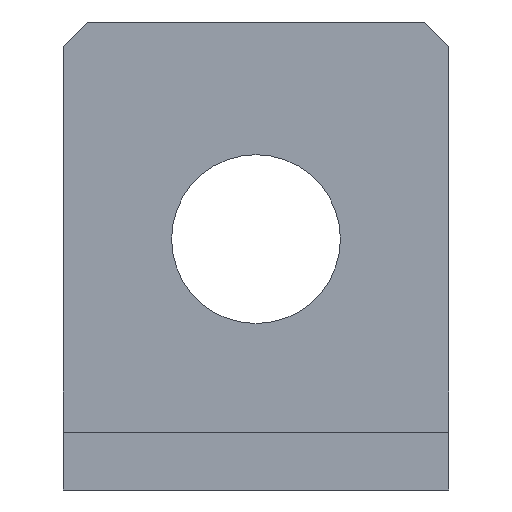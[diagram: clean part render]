
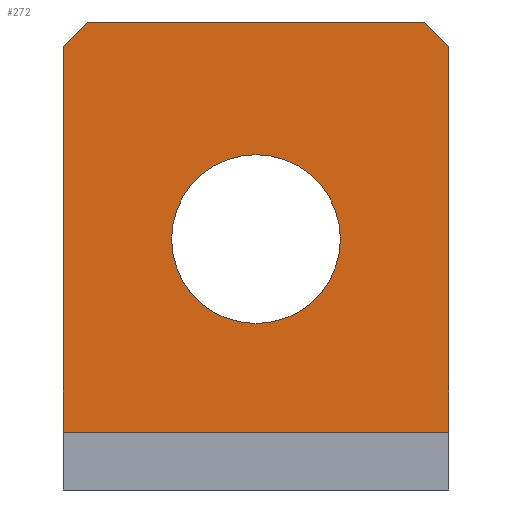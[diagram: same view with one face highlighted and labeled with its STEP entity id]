
A CAD part, front view. The second image highlights one B-rep face of the part: STEP entity #272.
In plain terms, the highlighted planar face has unit normal (0, -1, 0).
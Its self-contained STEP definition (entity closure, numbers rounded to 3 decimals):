
#18=DIRECTION('',(1.,0.,0.));
#19=VECTOR('',#18,8.);
#20=CARTESIAN_POINT('',(-4.,1.6,-3.5));
#21=LINE('',#20,#19);
#26=DIRECTION('',(0.,0.,-1.));
#27=VECTOR('',#26,8.);
#28=CARTESIAN_POINT('',(-4.,1.6,4.5));
#29=LINE('',#28,#27);
#43=DIRECTION('',(-0.707,0.,-0.707));
#44=VECTOR('',#43,0.707);
#45=CARTESIAN_POINT('',(-3.5,1.6,5.));
#46=LINE('',#45,#44);
#47=DIRECTION('',(-0.707,0.,0.707));
#48=VECTOR('',#47,0.707);
#49=CARTESIAN_POINT('',(4.,1.6,4.5));
#50=LINE('',#49,#48);
#51=CARTESIAN_POINT('',(0.,1.6,0.5));
#52=DIRECTION('',(0.,1.,0.));
#53=DIRECTION('',(0.,0.,1.));
#54=AXIS2_PLACEMENT_3D('',#51,#52,#53);
#56=CARTESIAN_POINT('',(0.,1.6,0.5));
#57=DIRECTION('',(0.,1.,0.));
#58=DIRECTION('',(0.,0.,-1.));
#59=AXIS2_PLACEMENT_3D('',#56,#57,#58);
#69=DIRECTION('',(1.,0.,0.));
#70=VECTOR('',#69,7.);
#71=CARTESIAN_POINT('',(-3.5,1.6,5.));
#72=LINE('',#71,#70);
#128=DIRECTION('',(0.,0.,-1.));
#129=VECTOR('',#128,8.);
#130=CARTESIAN_POINT('',(4.,1.6,4.5));
#131=LINE('',#130,#129);
#148=CARTESIAN_POINT('',(-4.,1.6,-3.5));
#149=VERTEX_POINT('',#148);
#150=CARTESIAN_POINT('',(4.,1.6,-3.5));
#151=VERTEX_POINT('',#150);
#160=CARTESIAN_POINT('',(-3.5,1.6,5.));
#161=CARTESIAN_POINT('',(-4.,1.6,4.5));
#162=VERTEX_POINT('',#160);
#163=VERTEX_POINT('',#161);
#168=CARTESIAN_POINT('',(4.,1.6,4.5));
#169=CARTESIAN_POINT('',(3.5,1.6,5.));
#170=VERTEX_POINT('',#168);
#171=VERTEX_POINT('',#169);
#180=CARTESIAN_POINT('',(0.,1.6,2.25));
#181=CARTESIAN_POINT('',(0.,1.6,-1.25));
#182=VERTEX_POINT('',#180);
#183=VERTEX_POINT('',#181);
#250=CARTESIAN_POINT('',(-4.,1.6,5.));
#251=DIRECTION('',(0.,1.,0.));
#252=DIRECTION('',(0.,0.,-1.));
#253=AXIS2_PLACEMENT_3D('',#250,#251,#252);
#254=PLANE('',#253);
#255=ORIENTED_EDGE('',*,*,#240,.F.);
#257=ORIENTED_EDGE('',*,*,#256,.T.);
#259=ORIENTED_EDGE('',*,*,#258,.F.);
#261=ORIENTED_EDGE('',*,*,#260,.T.);
#262=ORIENTED_EDGE('',*,*,#208,.F.);
#263=ORIENTED_EDGE('',*,*,#222,.F.);
#264=EDGE_LOOP('',(#255,#257,#259,#261,#262,#263));
#265=FACE_OUTER_BOUND('',#264,.F.);
#267=ORIENTED_EDGE('',*,*,#266,.F.);
#269=ORIENTED_EDGE('',*,*,#268,.F.);
#270=EDGE_LOOP('',(#267,#269));
#271=FACE_BOUND('',#270,.F.);
#55=CIRCLE('',#54,1.75);
#60=CIRCLE('',#59,1.75);
#208=EDGE_CURVE('',#149,#151,#21,.T.);
#222=EDGE_CURVE('',#163,#149,#29,.T.);
#240=EDGE_CURVE('',#162,#163,#46,.T.);
#256=EDGE_CURVE('',#162,#171,#72,.T.);
#258=EDGE_CURVE('',#170,#171,#50,.T.);
#260=EDGE_CURVE('',#170,#151,#131,.T.);
#266=EDGE_CURVE('',#182,#183,#55,.T.);
#268=EDGE_CURVE('',#183,#182,#60,.T.);
#272=ADVANCED_FACE('',(#265,#271),#254,.F.);
